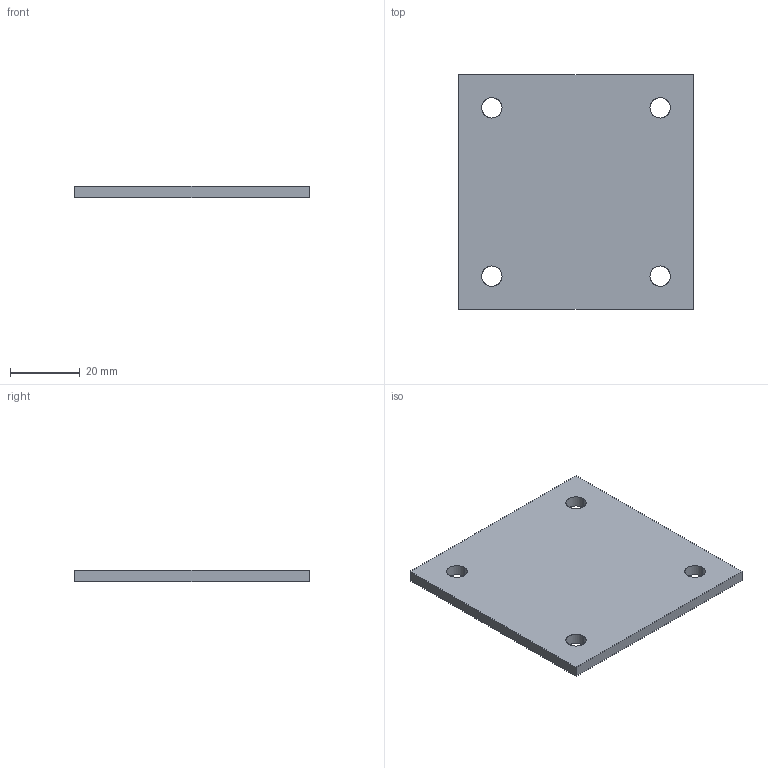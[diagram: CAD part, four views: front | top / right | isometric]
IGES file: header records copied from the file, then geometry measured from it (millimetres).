
Start section: SolidWorks IGES file using analytic representation for surfaces
Global section: file name: D1001241-v1 aLIGO ETM TELESCOPE BEAM DUMP GLASS.IGS; native system: SolidWorks 2010; preprocessor: SolidWorks 2010; author: cconley; date: 110121.102209; units: inch
Bounding box: 67.31 x 67.31 x 3.17 mm (x, y, z)
Surface area: 9934.8 mm2 (no closed solid volume)
Topology: 0 solids, 0 shells, 14 faces, 312 edges, 312 vertices
Faces by surface type: revolution 8, bspline 6
